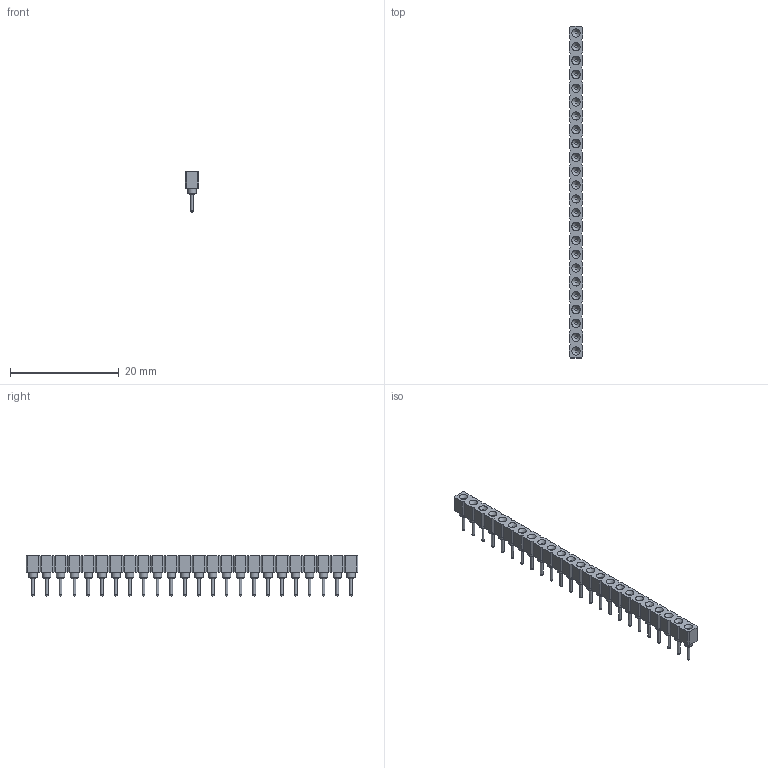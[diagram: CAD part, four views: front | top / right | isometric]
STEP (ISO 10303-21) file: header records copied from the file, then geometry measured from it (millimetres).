
FILE_DESCRIPTION(/* description */ ('model of MachinePinSocket_1x24_P2.54mm'),/* implementation_level */ '2;1');
FILE_NAME(/* name */ 'MachinePinSocket_1x24_P2.54mm.step',/* time_stamp */ '1970-01-01T00:00:00',/* author */ ('KiCAD','kicad'),/* organization */ ('OCCT'),/* preprocessor_version */ '',/* originating_system */ 'KiCAD',/* authorisation */ '');
FILE_SCHEMA(('AUTOMOTIVE_DESIGN { 1 0 10303 214 1 1 1 1 }'));
Length unit declared in the file: millimetre
Products named in the file (1): MachinePinSocket_1x24_P2.54mm
Bounding box: 2.54 x 60.96 x 7.43 mm (x, y, z)
Volume: 486.3 mm3; surface area: 1112.1 mm2
Topology: 1 solids, 1 shells, 340 faces, 822 edges, 532 vertices
Faces by surface type: plane 196, cylinder 72, cone 48, sphere 24
Full cylindrical faces by diameter (mm): 0.51 x48, 1.524 x24
Entity records: 6574 total; most frequent: ORIENTED_EDGE 1402, EDGE_CURVE 798, CARTESIAN_POINT 738, LINE 558, VERTEX_POINT 532, AXIS2_PLACEMENT_3D 424, FACE_BOUND 412, EDGE_LOOP 412
